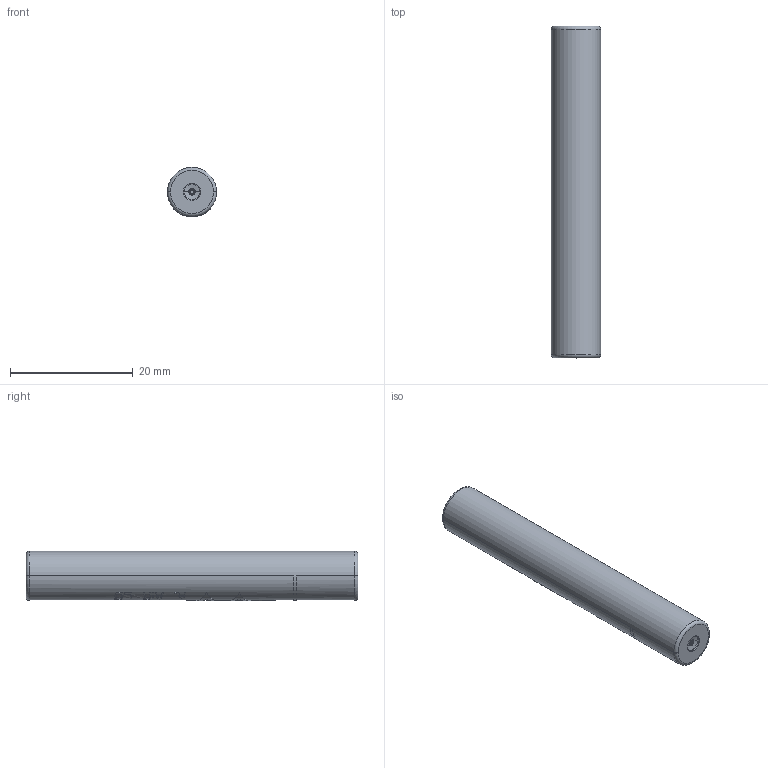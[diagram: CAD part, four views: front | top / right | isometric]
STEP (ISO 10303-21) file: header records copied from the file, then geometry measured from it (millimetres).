
FILE_DESCRIPTION((''),'2;1');
FILE_NAME('00111976202','2020-05-26T',('presta_be4'),(''),'CREO PARAMETRIC BY PTC INC, 2018360','CREO PARAMETRIC BY PTC INC, 2018360','');
FILE_SCHEMA(('CONFIG_CONTROL_DESIGN'));
Length unit declared in the file: millimetre
Products named in the file (1): 00111976202
Bounding box: 8 x 54 x 8.05 mm (x, y, z)
Volume: 1819.9 mm3; surface area: 3382.2 mm2
Topology: 1 solids, 5 shells, 802 faces, 2113 edges, 1374 vertices
Faces by surface type: plane 527, cylinder 173, torus 48, cone 42, bspline 12
Entity records: 26597 total; most frequent: CARTESIAN_POINT 7631, ORIENTED_EDGE 4226, DIRECTION 3539, EDGE_CURVE 2113, VERTEX_POINT 1374, AXIS2_PLACEMENT_3D 1334, EDGE_LOOP 875, VECTOR 871
